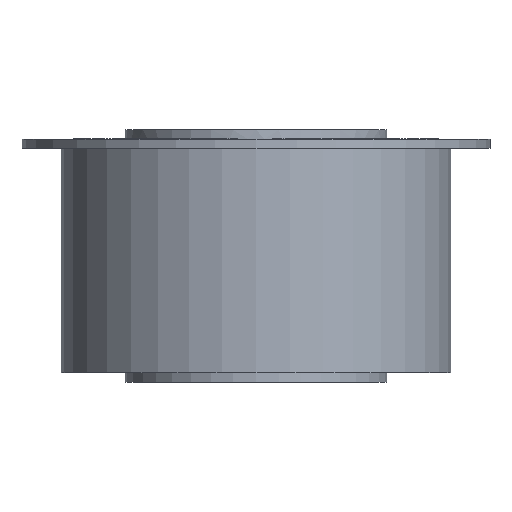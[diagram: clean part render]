
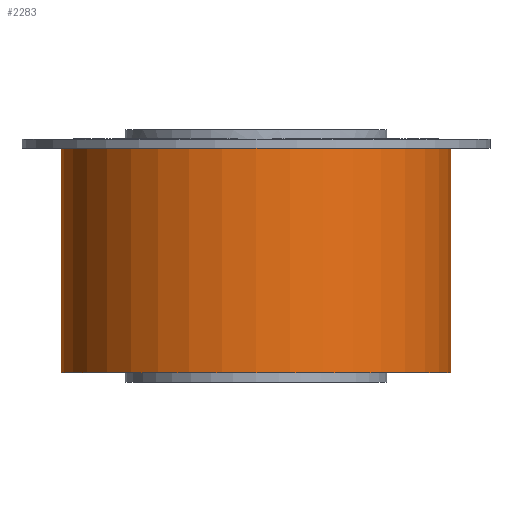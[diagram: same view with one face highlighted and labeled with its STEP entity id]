
A CAD part, front view. The second image highlights one B-rep face of the part: STEP entity #2283.
In plain terms, the highlighted cylindrical face has radius 21.25 mm (diameter 42.5 mm), a partial arc.
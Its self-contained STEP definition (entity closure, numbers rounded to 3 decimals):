
#32 = CYLINDRICAL_SURFACE ( 'NONE', #1918, 21.25 ) ;
#153 = DIRECTION ( 'NONE',  ( 1., 0., 0. ) ) ;
#241 = VECTOR ( 'NONE', #1688, 1000. ) ;
#325 = EDGE_CURVE ( 'NONE', #1636, #1718, #2223, .T. ) ;
#346 = CARTESIAN_POINT ( 'NONE',  ( 0., 0., 11.75 ) ) ;
#493 = EDGE_LOOP ( 'NONE', ( #1561, #1420, #1869, #1873 ) ) ;
#627 = CARTESIAN_POINT ( 'NONE',  ( 0., 0., -12.75 ) ) ;
#708 = CARTESIAN_POINT ( 'NONE',  ( 21.25, 0., -12.75 ) ) ;
#746 = CARTESIAN_POINT ( 'NONE',  ( 0., 0., 59.336 ) ) ;
#823 = AXIS2_PLACEMENT_3D ( 'NONE', #627, #2029, #2038 ) ;
#827 = CARTESIAN_POINT ( 'NONE',  ( -21.25, 0., 11.75 ) ) ;
#835 = CARTESIAN_POINT ( 'NONE',  ( 21.25, 0., 59.336 ) ) ;
#883 = CARTESIAN_POINT ( 'NONE',  ( -21.25, 0., -12.75 ) ) ;
#929 = CARTESIAN_POINT ( 'NONE',  ( 21.25, 0., 11.75 ) ) ;
#985 = VERTEX_POINT ( 'NONE', #827 ) ;
#1068 = VECTOR ( 'NONE', #1633, 1000. ) ;
#1106 = DIRECTION ( 'NONE',  ( 0., 0., 1. ) ) ;
#1131 = CARTESIAN_POINT ( 'NONE',  ( -21.25, 0., 59.336 ) ) ;
#1147 = EDGE_CURVE ( 'NONE', #1491, #985, #1659, .T. ) ;
#1149 = CIRCLE ( 'NONE', #823, 21.25 ) ;
#1388 = DIRECTION ( 'NONE',  ( 0., 0., 1. ) ) ;
#1420 = ORIENTED_EDGE ( 'NONE', *, *, #1811, .T. ) ;
#1491 = VERTEX_POINT ( 'NONE', #883 ) ;
#1561 = ORIENTED_EDGE ( 'NONE', *, *, #1147, .F. ) ;
#1619 = FACE_OUTER_BOUND ( 'NONE', #493, .T. ) ;
#1633 = DIRECTION ( 'NONE',  ( 0., 0., 1. ) ) ;
#1636 = VERTEX_POINT ( 'NONE', #708 ) ;
#1659 = LINE ( 'NONE', #1131, #1068 ) ;
#1688 = DIRECTION ( 'NONE',  ( 0., 0., 1. ) ) ;
#1718 = VERTEX_POINT ( 'NONE', #929 ) ;
#1811 = EDGE_CURVE ( 'NONE', #1491, #1636, #1149, .T. ) ;
#1869 = ORIENTED_EDGE ( 'NONE', *, *, #325, .T. ) ;
#1873 = ORIENTED_EDGE ( 'NONE', *, *, #1943, .F. ) ;
#1918 = AXIS2_PLACEMENT_3D ( 'NONE', #746, #1106, #2140 ) ;
#1943 = EDGE_CURVE ( 'NONE', #985, #1718, #2200, .T. ) ;
#2029 = DIRECTION ( 'NONE',  ( 0., 0., 1. ) ) ;
#2038 = DIRECTION ( 'NONE',  ( 1., 0., 0. ) ) ;
#2094 = AXIS2_PLACEMENT_3D ( 'NONE', #346, #1388, #153 ) ;
#2140 = DIRECTION ( 'NONE',  ( 1., 0., 0. ) ) ;
#2200 = CIRCLE ( 'NONE', #2094, 21.25 ) ;
#2223 = LINE ( 'NONE', #835, #241 ) ;
#2283 = ADVANCED_FACE ( 'NONE', ( #1619 ), #32, .T. ) ;
